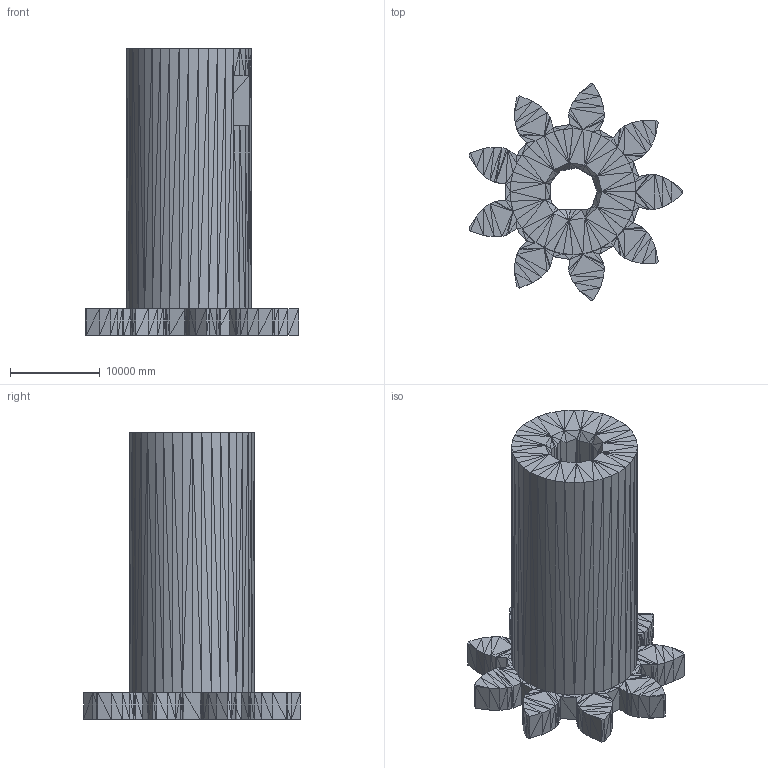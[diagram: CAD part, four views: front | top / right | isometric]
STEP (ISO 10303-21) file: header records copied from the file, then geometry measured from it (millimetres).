
FILE_DESCRIPTION(('Open CASCADE Model'),'2;1');
FILE_NAME('Open CASCADE Shape Model','2017-03-31T20:54:35',('Author'),( 'Open CASCADE'),'Open CASCADE STEP processor 7.0','Open CASCADE 7.0' ,'Unknown');
FILE_SCHEMA(('AUTOMOTIVE_DESIGN { 1 0 10303 214 1 1 1 1 }'));
Products named in the file (1): Open CASCADE STEP translator 7.0 8
Bounding box: 23770.2 x 24136.8 x 31912.5 mm (x, y, z)
Surface area: 2842355960.9 mm2 (no closed solid volume)
Topology: 0 solids, 1 shells, 1308 faces, 1962 edges, 652 vertices
Faces by surface type: plane 1308
Entity records: 49064 total; most frequent: CARTESIAN_POINT 9809, DIRECTION 6542, ORIENTED_EDGE 3924, LINE 3924, VECTOR 3924, PCURVE 3924, DEFINITIONAL_REPRESENTATION 3924, EDGE_CURVE 1962
